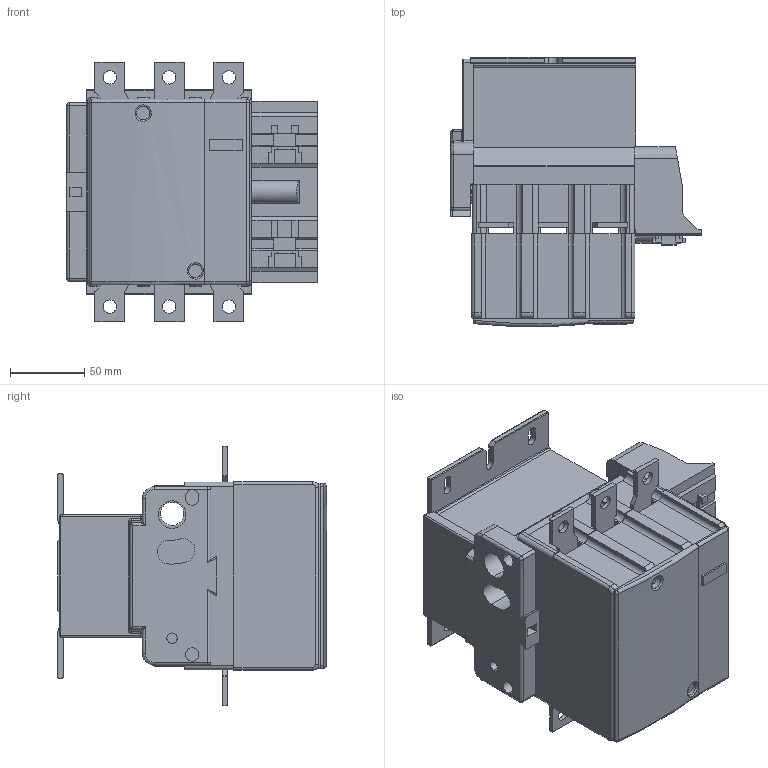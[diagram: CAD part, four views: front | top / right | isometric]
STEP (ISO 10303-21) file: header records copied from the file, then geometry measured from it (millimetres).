
FILE_DESCRIPTION(('STEP AP214'),'1');
FILE_NAME(' ',' ',('TraceParts'),('TraceParts S.A.'),'XStep 1.0',' ',' ');
FILE_SCHEMA(('automotive_design'));
Length unit declared in the file: millimetre
Products named in the file (1): 1
Bounding box: 168.5 x 180.73 x 174 mm (x, y, z)
Volume: 1521591 mm3; surface area: 258987.1 mm2
Topology: 1 solids, 1 shells, 856 faces, 2396 edges, 1555 vertices
Faces by surface type: plane 521, cylinder 301, torus 14, bspline 12, sphere 8
Entity records: 28188 total; most frequent: CARTESIAN_POINT 5639, ORIENTED_EDGE 4776, DIRECTION 4697, EDGE_CURVE 2388, LINE 1671, VECTOR 1671, VERTEX_POINT 1555, AXIS2_PLACEMENT_3D 1513
